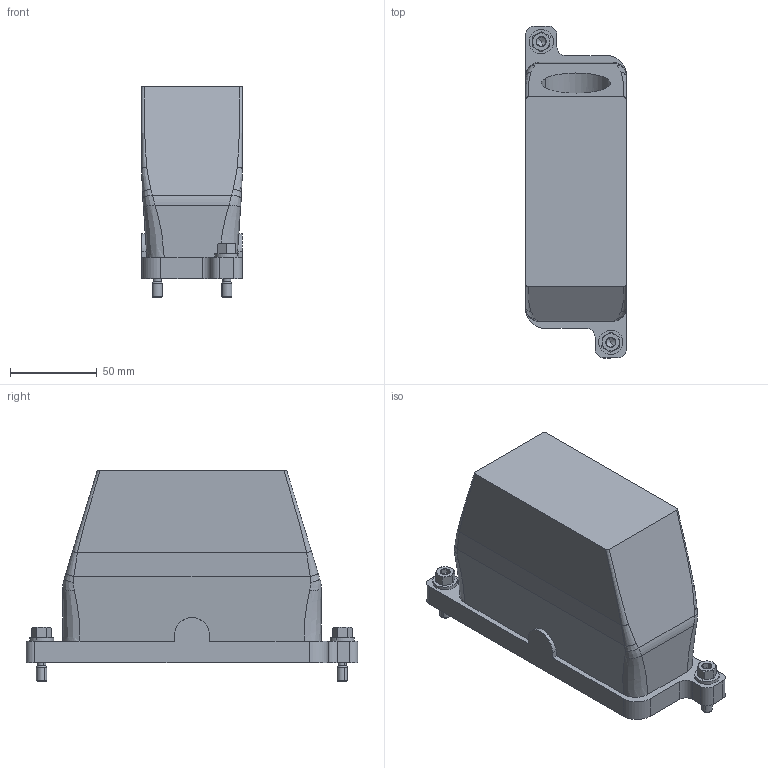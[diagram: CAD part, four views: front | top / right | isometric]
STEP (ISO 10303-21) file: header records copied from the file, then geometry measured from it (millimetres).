
FILE_DESCRIPTION(('CATIA V5 STEP Exchange','CAx-IF Rec.Pracs.--- Model Styling and Organization---1.5--- 2016-08-15','CAx-IF Rec.Pracs.---Supplemental Geometry---1.0---2011-11-01','CAx-IF Rec.Pracs.--- Composite Materials ---1.1---2010-07-15'),'2;1');
FILE_NAME ('005950-3_1', '2024-11-25T06:22:44+00:00', ('none'), ('Weidmueller'), 'CATIA Version 5-6 Release 2022 SP4 HF5', 'CATIA V5 STEP AP214 v3', 'none');
FILE_SCHEMA(('AUTOMOTIVE_DESIGN { 1 0 10303 214 1 1 1 1 }'));
Length unit declared in the file: millimetre
Products named in the file (1): 1082980000_S
Bounding box: 58 x 191 x 121 mm (x, y, z)
Volume: 257120.1 mm3; surface area: 104500.5 mm2
Topology: 1 solids, 3 shells, 318 faces, 765 edges, 459 vertices
Faces by surface type: cone 96, plane 94, cylinder 88, bspline 20, sphere 16, torus 4
Entity records: 11631 total; most frequent: CARTESIAN_POINT 5184, ORIENTED_EDGE 1506, DIRECTION 895, EDGE_CURVE 753, VERTEX_POINT 459, AXIS2_PLACEMENT_3D 388, EDGE_LOOP 342, VECTOR 326
